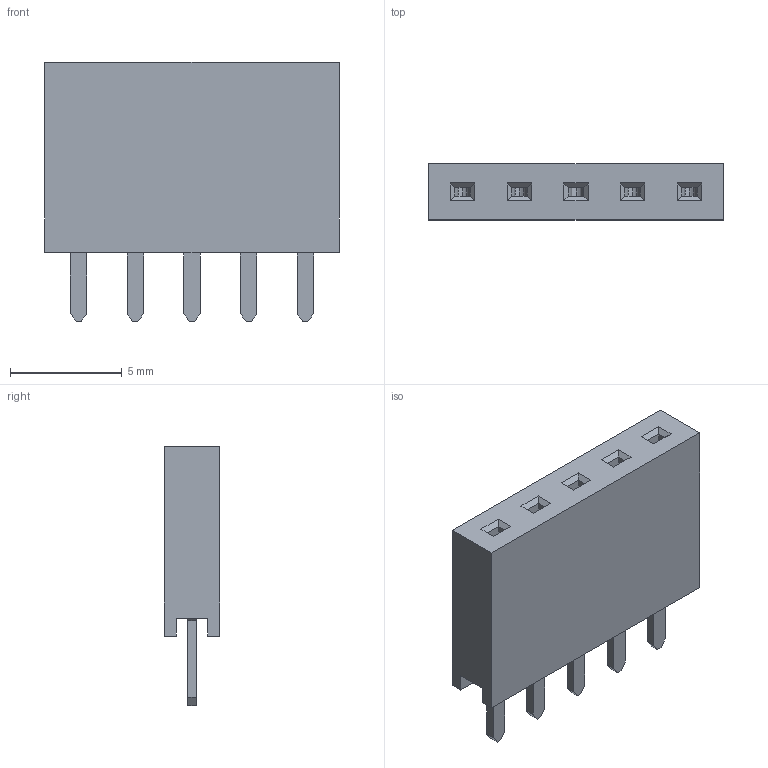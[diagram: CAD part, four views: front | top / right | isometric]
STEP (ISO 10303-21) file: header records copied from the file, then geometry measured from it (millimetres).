
FILE_DESCRIPTION( ( 'Unknown' ), '1' );
FILE_NAME( '61300511821.stp', 'Unknown', ( 'Unknown' ), ( 'Unknown' ), 'PSStep 17.0.49', 'Unknown', ' ' );
FILE_SCHEMA( ( 'AUTOMOTIVE_DESIGN { 1 0 10303 214 1 1 1 1 }' ) );
Length unit declared in the file: millimetre
Products named in the file (3): Assem1; 6130xx11821_PIN; 61300511821
Assembly tree (6 placements, depth 2):
  Assem1
    6130xx11821_PIN  x5
    61300511821
Bounding box: 13.2 x 2.5 x 11.61 mm (x, y, z)
Volume: 255.5 mm3; surface area: 687.5 mm2
Topology: 6 solids, 6 shells, 195 faces, 529 edges, 346 vertices
Faces by surface type: plane 175, extrusion 10, cylinder 10
Entity records: 3759 total; most frequent: CARTESIAN_POINT 547, ORIENTED_EDGE 506, DIRECTION 455, EDGE_CURVE 253, VECTOR 247, LINE 245, VERTEX_POINT 162, EDGE_LOOP 105
